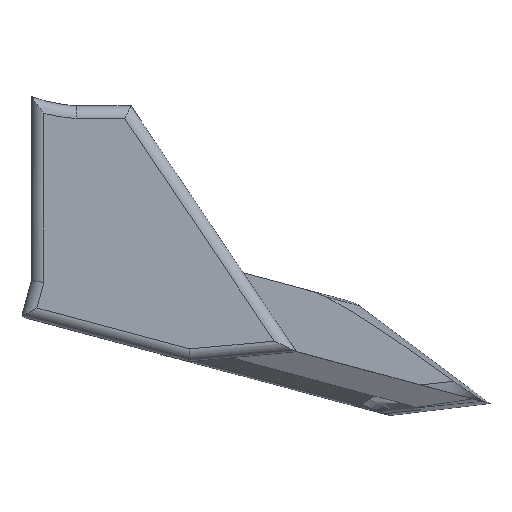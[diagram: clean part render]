
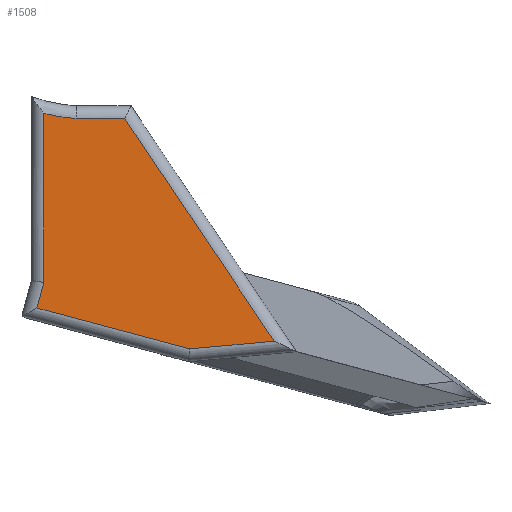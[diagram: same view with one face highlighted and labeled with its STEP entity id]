
A CAD part, front view. The second image highlights one B-rep face of the part: STEP entity #1508.
In plain terms, the highlighted planar face has unit normal (0, -1, 0).
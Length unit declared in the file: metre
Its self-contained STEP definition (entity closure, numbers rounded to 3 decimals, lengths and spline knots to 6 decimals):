
#86=CIRCLE('',#1627,0.06);
#286=ORIENTED_EDGE('',*,*,#762,.T.);
#287=ORIENTED_EDGE('',*,*,#763,.T.);
#288=ORIENTED_EDGE('',*,*,#764,.T.);
#289=ORIENTED_EDGE('',*,*,#765,.T.);
#290=ORIENTED_EDGE('',*,*,#766,.T.);
#291=ORIENTED_EDGE('',*,*,#767,.T.);
#292=ORIENTED_EDGE('',*,*,#768,.T.);
#762=EDGE_CURVE('',#996,#997,#1134,.F.);
#763=EDGE_CURVE('',#997,#998,#1135,.F.);
#764=EDGE_CURVE('',#998,#999,#1136,.F.);
#765=EDGE_CURVE('',#999,#1000,#1137,.F.);
#766=EDGE_CURVE('',#1000,#1001,#86,.F.);
#767=EDGE_CURVE('',#1001,#1002,#1138,.F.);
#768=EDGE_CURVE('',#1002,#996,#1139,.T.);
#996=VERTEX_POINT('',#2323);
#997=VERTEX_POINT('',#2324);
#998=VERTEX_POINT('',#2326);
#999=VERTEX_POINT('',#2328);
#1000=VERTEX_POINT('',#2330);
#1001=VERTEX_POINT('',#2332);
#1002=VERTEX_POINT('',#2334);
#1134=LINE('',#2322,#1225);
#1135=LINE('',#2325,#1226);
#1136=LINE('',#2327,#1227);
#1137=LINE('',#2329,#1228);
#1138=LINE('',#2333,#1229);
#1139=LINE('',#2335,#1230);
#1225=VECTOR('',#1855,1.);
#1226=VECTOR('',#1856,1.);
#1227=VECTOR('',#1857,1.);
#1228=VECTOR('',#1858,1.);
#1229=VECTOR('',#1861,1.);
#1230=VECTOR('',#1862,1.);
#1294=EDGE_LOOP('',(#286,#287,#288,#289,#290,#291,#292));
#1389=FACE_BOUND('',#1294,.T.);
#1483=PLANE('',#1626);
#1508=ADVANCED_FACE('',(#1389),#1483,.T.);
#1626=AXIS2_PLACEMENT_3D('',#2321,#1853,#1854);
#1627=AXIS2_PLACEMENT_3D('',#2331,#1859,#1860);
#1853=DIRECTION('',(0.,-1.,0.));
#1854=DIRECTION('',(-1.,0.,0.));
#1855=DIRECTION('',(-0.966,0.,0.259));
#1856=DIRECTION('',(-0.996,0.,-0.09));
#1857=DIRECTION('',(0.558,0.,-0.83));
#1858=DIRECTION('',(1.,0.,0.));
#1859=DIRECTION('',(0.,-1.,0.));
#1860=DIRECTION('',(0.,0.,-1.));
#1861=DIRECTION('',(0.,0.,1.));
#1862=DIRECTION('',(-0.259,0.,-0.966));
#2321=CARTESIAN_POINT('',(0.025789,-0.170401,0.028893));
#2322=CARTESIAN_POINT('',(0.036237,-0.170401,-0.009702));
#2323=CARTESIAN_POINT('',(-0.013365,-0.170401,0.003589));
#2324=CARTESIAN_POINT('',(0.03555,-0.170401,-0.009518));
#2325=CARTESIAN_POINT('',(0.069482,-0.170401,-0.006441));
#2326=CARTESIAN_POINT('',(0.062752,-0.170401,-0.007051));
#2327=CARTESIAN_POINT('',(0.013523,-0.170401,0.066118));
#2328=CARTESIAN_POINT('',(0.014712,-0.170401,0.064351));
#2329=CARTESIAN_POINT('',(-0.000709,-0.170401,0.064351));
#2330=CARTESIAN_POINT('',(-0.000852,-0.170401,0.064351));
#2331=CARTESIAN_POINT('',(0.003351,-0.170401,0.124204));
#2332=CARTESIAN_POINT('',(-0.011158,-0.170401,0.065985));
#2333=CARTESIAN_POINT('',(-0.011158,-0.170401,0.012351));
#2334=CARTESIAN_POINT('',(-0.011158,-0.170401,0.011825));
#2335=CARTESIAN_POINT('',(-0.004416,-0.170401,0.036986));
